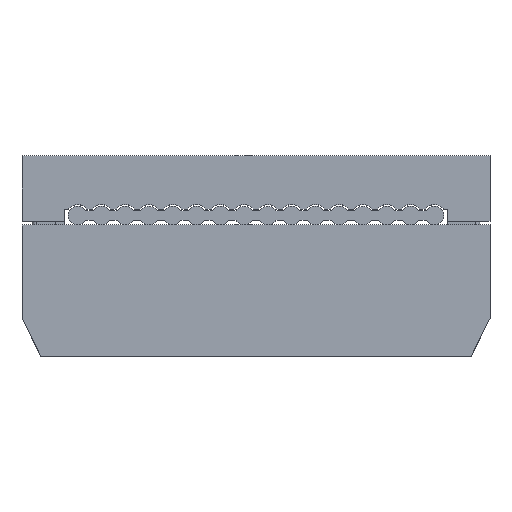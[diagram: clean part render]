
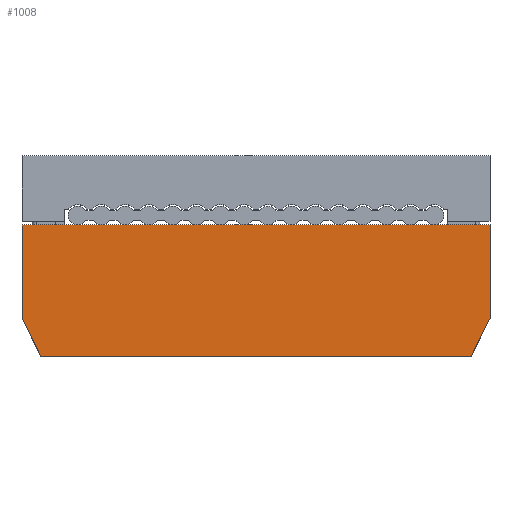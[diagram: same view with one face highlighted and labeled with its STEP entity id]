
A CAD part, top view. The second image highlights one B-rep face of the part: STEP entity #1008.
In plain terms, the highlighted planar face has unit normal (0, 0, 1).
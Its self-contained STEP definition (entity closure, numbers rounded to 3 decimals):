
#259 = VERTEX_POINT('',#260);
#260 = CARTESIAN_POINT('',(-12.5,0.,3.));
#266 = EDGE_CURVE('',#267,#259,#269,.T.);
#267 = VERTEX_POINT('',#268);
#268 = CARTESIAN_POINT('',(12.5,0.,3.));
#269 = LINE('',#270,#271);
#270 = CARTESIAN_POINT('',(7.42,0.,3.));
#271 = VECTOR('',#272,1.);
#272 = DIRECTION('',(-1.,0.,0.));
#1008 = ADVANCED_FACE('',(#1009),#1050,.F.);
#1009 = FACE_BOUND('',#1010,.T.);
#1010 = EDGE_LOOP('',(#1011,#1021,#1029,#1035,#1036,#1044));
#1011 = ORIENTED_EDGE('',*,*,#1012,.F.);
#1012 = EDGE_CURVE('',#1013,#1015,#1017,.T.);
#1013 = VERTEX_POINT('',#1014);
#1014 = CARTESIAN_POINT('',(11.5,-7.,3.));
#1015 = VERTEX_POINT('',#1016);
#1016 = CARTESIAN_POINT('',(-11.5,-7.,3.));
#1017 = LINE('',#1018,#1019);
#1018 = CARTESIAN_POINT('',(7.42,-7.,3.));
#1019 = VECTOR('',#1020,1.);
#1020 = DIRECTION('',(-1.,0.,0.));
#1021 = ORIENTED_EDGE('',*,*,#1022,.F.);
#1022 = EDGE_CURVE('',#1023,#1013,#1025,.T.);
#1023 = VERTEX_POINT('',#1024);
#1024 = CARTESIAN_POINT('',(12.5,-5.,3.));
#1025 = LINE('',#1026,#1027);
#1026 = CARTESIAN_POINT('',(11.7,-6.6,3.));
#1027 = VECTOR('',#1028,1.);
#1028 = DIRECTION('',(-0.447,-0.894,0.));
#1029 = ORIENTED_EDGE('',*,*,#1030,.T.);
#1030 = EDGE_CURVE('',#1023,#267,#1031,.T.);
#1031 = LINE('',#1032,#1033);
#1032 = CARTESIAN_POINT('',(12.5,-7.,3.));
#1033 = VECTOR('',#1034,1.);
#1034 = DIRECTION('',(0.,1.,0.));
#1035 = ORIENTED_EDGE('',*,*,#266,.T.);
#1036 = ORIENTED_EDGE('',*,*,#1037,.F.);
#1037 = EDGE_CURVE('',#1038,#259,#1040,.T.);
#1038 = VERTEX_POINT('',#1039);
#1039 = CARTESIAN_POINT('',(-12.5,-5.,3.));
#1040 = LINE('',#1041,#1042);
#1041 = CARTESIAN_POINT('',(-12.5,-7.,3.));
#1042 = VECTOR('',#1043,1.);
#1043 = DIRECTION('',(0.,1.,0.));
#1044 = ORIENTED_EDGE('',*,*,#1045,.T.);
#1045 = EDGE_CURVE('',#1038,#1015,#1046,.T.);
#1046 = LINE('',#1047,#1048);
#1047 = CARTESIAN_POINT('',(-8.224,-13.552,3.));
#1048 = VECTOR('',#1049,1.);
#1049 = DIRECTION('',(0.447,-0.894,0.));
#1050 = PLANE('',#1051);
#1051 = AXIS2_PLACEMENT_3D('',#1052,#1053,#1054);
#1052 = CARTESIAN_POINT('',(7.42,-7.,3.));
#1053 = DIRECTION('',(0.,0.,-1.));
#1054 = DIRECTION('',(-1.,0.,0.));
